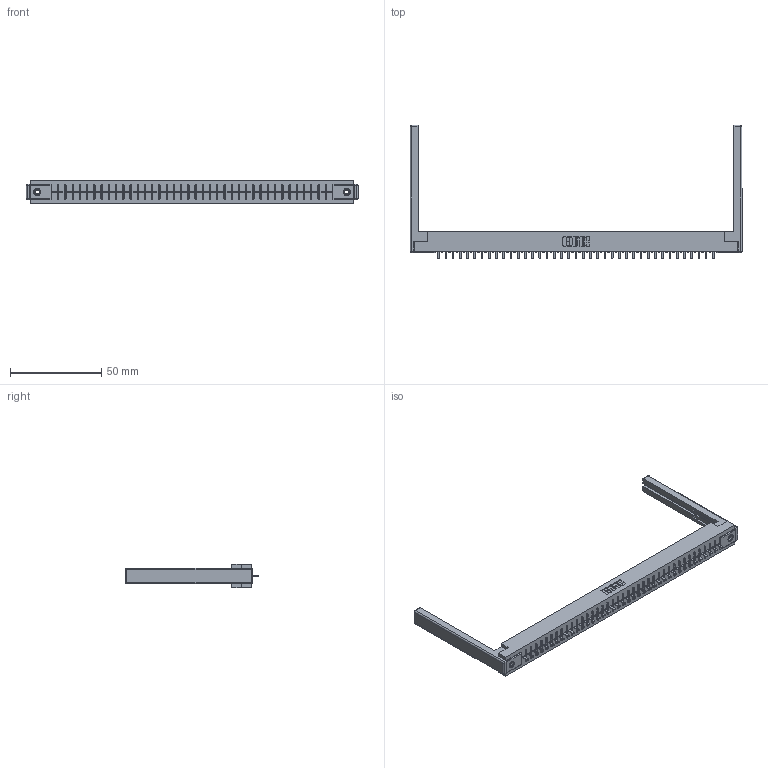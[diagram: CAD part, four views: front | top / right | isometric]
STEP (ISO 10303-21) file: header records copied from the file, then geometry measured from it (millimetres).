
FILE_DESCRIPTION (( 'STEP AP203' ), '1' );
FILE_NAME ('316-039-421-168.STEP', '2020-09-23T06:28:17', ( '' ), ( '' ), 'SwSTEP 2.0', 'SolidWorks 2020', '' );
FILE_SCHEMA (( 'CONFIG_CONTROL_DESIGN' ));
Length unit declared in the file: inch
Products named in the file (5): 345-250-001_345-250-001-102; 306 Part_.156 Dia; 306-290-001_121; 316-039-421-168; 307-220-068
Assembly tree (44 placements, depth 2):
  316-039-421-168
    306 Part_.156 Dia
    306-290-001_121  x39
    345-250-001_345-250-001-102  x2
    307-220-068  x2
Bounding box: 181.97 x 73.18 x 12.7 mm (x, y, z)
Volume: 24415.1 mm3; surface area: 24313.4 mm2
Topology: 44 solids, 44 shells, 3000 faces, 8389 edges, 5362 vertices
Faces by surface type: plane 1989, cylinder 831, sphere 164, cone 12, torus 4
Entity records: 39473 total; most frequent: CARTESIAN_POINT 6593, ORIENTED_EDGE 6528, DIRECTION 6514, EDGE_CURVE 3264, VECTOR 2548, LINE 2548, VERTEX_POINT 2062, AXIS2_PLACEMENT_3D 1983
